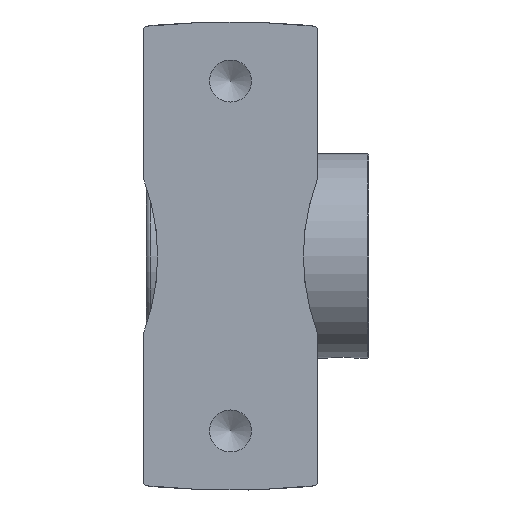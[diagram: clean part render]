
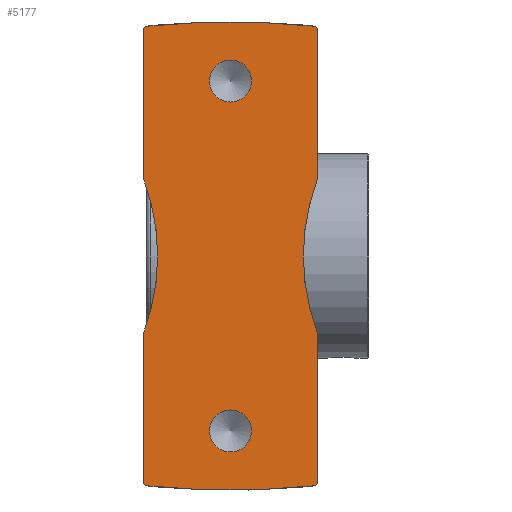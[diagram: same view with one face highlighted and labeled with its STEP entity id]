
A CAD part, front view. The second image highlights one B-rep face of the part: STEP entity #5177.
In plain terms, the highlighted face is planar.
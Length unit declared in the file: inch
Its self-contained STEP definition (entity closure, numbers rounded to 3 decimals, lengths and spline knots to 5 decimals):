
#658=CARTESIAN_POINT('',(-0.18,-1.5,0.));
#659=VERTEX_POINT('',#658);
#669=CARTESIAN_POINT('',(0.18,-1.5,0.));
#670=VERTEX_POINT('',#669);
#671=CARTESIAN_POINT('',(0.,-1.5,0.));
#672=DIRECTION('',(0.,0.,1.));
#673=DIRECTION('',(1.,0.,-0.));
#674=AXIS2_PLACEMENT_3D('',#671,#672,#673);
#675=CIRCLE('',#674,0.18);
#676=EDGE_CURVE('',#670,#659,#675,.T.);
#678=CARTESIAN_POINT('',(0.,-1.5,0.));
#679=DIRECTION('',(0.,0.,1.));
#680=DIRECTION('',(1.,0.,-0.));
#681=AXIS2_PLACEMENT_3D('',#678,#679,#680);
#682=CIRCLE('',#681,0.18);
#683=EDGE_CURVE('',#659,#670,#682,.T.);
#728=CARTESIAN_POINT('',(-0.18,1.5,0.));
#729=VERTEX_POINT('',#728);
#739=CARTESIAN_POINT('',(0.18,1.5,0.));
#740=VERTEX_POINT('',#739);
#741=CARTESIAN_POINT('',(0.,1.5,0.));
#742=DIRECTION('',(0.,0.,1.));
#743=DIRECTION('',(1.,0.,-0.));
#744=AXIS2_PLACEMENT_3D('',#741,#742,#743);
#745=CIRCLE('',#744,0.18);
#746=EDGE_CURVE('',#740,#729,#745,.T.);
#748=CARTESIAN_POINT('',(0.,1.5,0.));
#749=DIRECTION('',(0.,0.,1.));
#750=DIRECTION('',(1.,0.,-0.));
#751=AXIS2_PLACEMENT_3D('',#748,#749,#750);
#752=CIRCLE('',#751,0.18);
#753=EDGE_CURVE('',#729,#740,#752,.T.);
#2745=CARTESIAN_POINT('',(0.71666,1.97059,0.));
#2746=VERTEX_POINT('',#2745);
#2753=CARTESIAN_POINT('',(-0.71666,1.97059,0.));
#2754=VERTEX_POINT('',#2753);
#2755=CARTESIAN_POINT('',(0.,-4.89922,0.));
#2756=DIRECTION('',(0.,0.,-1.));
#2757=DIRECTION('',(-1.,0.,0.));
#2758=AXIS2_PLACEMENT_3D('',#2755,#2756,#2757);
#2759=CIRCLE('',#2758,6.9071);
#2760=EDGE_CURVE('',#2754,#2746,#2759,.T.);
#3179=CARTESIAN_POINT('',(0.74803,1.93578,0.));
#3180=VERTEX_POINT('',#3179);
#3187=CARTESIAN_POINT('',(0.71303,1.93578,0.));
#3188=DIRECTION('',(0.,-0.,1.));
#3189=DIRECTION('',(0.743,0.669,0.));
#3190=AXIS2_PLACEMENT_3D('',#3187,#3188,#3189);
#3191=CIRCLE('',#3190,0.035);
#3192=EDGE_CURVE('',#3180,#2746,#3191,.T.);
#3204=CARTESIAN_POINT('',(0.74803,0.66929,0.));
#3205=VERTEX_POINT('',#3204);
#3212=CARTESIAN_POINT('',(0.74803,1.95486,0.));
#3213=DIRECTION('',(0.,-1.,0.));
#3214=VECTOR('',#3213,0.49862);
#3215=LINE('',#3212,#3214);
#3216=EDGE_CURVE('',#3180,#3205,#3215,.T.);
#3227=CARTESIAN_POINT('',(0.62451,0.,0.));
#3228=VERTEX_POINT('',#3227);
#3237=CARTESIAN_POINT('',(0.74803,-0.66929,0.));
#3238=VERTEX_POINT('',#3237);
#3245=CARTESIAN_POINT('',(2.49951,0.,0.));
#3246=DIRECTION('',(0.,0.,1.));
#3247=DIRECTION('',(1.,0.,-0.));
#3248=AXIS2_PLACEMENT_3D('',#3245,#3246,#3247);
#3249=CIRCLE('',#3248,1.875);
#3250=EDGE_CURVE('',#3228,#3238,#3249,.T.);
#3652=CARTESIAN_POINT('',(-0.62451,-0.,0.));
#3653=VERTEX_POINT('',#3652);
#3690=CARTESIAN_POINT('',(-0.74803,0.66929,0.));
#3691=VERTEX_POINT('',#3690);
#3698=CARTESIAN_POINT('',(-2.49951,0.,0.));
#3699=DIRECTION('',(0.,0.,1.));
#3700=DIRECTION('',(-1.,0.,0.));
#3701=AXIS2_PLACEMENT_3D('',#3698,#3699,#3700);
#3702=CIRCLE('',#3701,1.875);
#3703=EDGE_CURVE('',#3653,#3691,#3702,.T.);
#3714=CARTESIAN_POINT('',(-0.74803,1.93578,0.));
#3715=VERTEX_POINT('',#3714);
#3722=CARTESIAN_POINT('',(-0.74803,1.95486,0.));
#3723=DIRECTION('',(0.,-1.,0.));
#3724=VECTOR('',#3723,0.49862);
#3725=LINE('',#3722,#3724);
#3726=EDGE_CURVE('',#3715,#3691,#3725,.T.);
#3739=CARTESIAN_POINT('',(-0.71303,1.93578,0.));
#3740=DIRECTION('',(0.,0.,1.));
#3741=DIRECTION('',(-0.743,0.669,0.));
#3742=AXIS2_PLACEMENT_3D('',#3739,#3740,#3741);
#3743=CIRCLE('',#3742,0.035);
#3744=EDGE_CURVE('',#2754,#3715,#3743,.T.);
#4547=CARTESIAN_POINT('',(0.74803,-1.93578,0.));
#4548=VERTEX_POINT('',#4547);
#4555=CARTESIAN_POINT('',(0.74803,0.92924,0.));
#4556=DIRECTION('',(0.,-1.,0.));
#4557=VECTOR('',#4556,0.49862);
#4558=LINE('',#4555,#4557);
#4559=EDGE_CURVE('',#3238,#4548,#4558,.T.);
#4571=CARTESIAN_POINT('',(0.71666,-1.97059,0.));
#4572=VERTEX_POINT('',#4571);
#4579=CARTESIAN_POINT('',(0.71303,-1.93578,0.));
#4580=DIRECTION('',(0.,0.,1.));
#4581=DIRECTION('',(0.743,-0.669,0.));
#4582=AXIS2_PLACEMENT_3D('',#4579,#4580,#4581);
#4583=CIRCLE('',#4582,0.035);
#4584=EDGE_CURVE('',#4572,#4548,#4583,.T.);
#5065=CARTESIAN_POINT('',(-0.71666,-1.97059,0.));
#5066=VERTEX_POINT('',#5065);
#5073=CARTESIAN_POINT('',(-0.,4.89922,0.));
#5074=DIRECTION('',(0.,0.,-1.));
#5075=DIRECTION('',(1.,0.,0.));
#5076=AXIS2_PLACEMENT_3D('',#5073,#5074,#5075);
#5077=CIRCLE('',#5076,6.9071);
#5078=EDGE_CURVE('',#4572,#5066,#5077,.T.);
#5093=CARTESIAN_POINT('',(-0.74803,-1.93578,0.));
#5094=VERTEX_POINT('',#5093);
#5101=CARTESIAN_POINT('',(-0.71303,-1.93578,0.));
#5102=DIRECTION('',(0.,0.,1.));
#5103=DIRECTION('',(-0.743,-0.669,0.));
#5104=AXIS2_PLACEMENT_3D('',#5101,#5102,#5103);
#5105=CIRCLE('',#5104,0.035);
#5106=EDGE_CURVE('',#5094,#5066,#5105,.T.);
#5118=CARTESIAN_POINT('',(-0.74803,-0.66929,0.));
#5119=VERTEX_POINT('',#5118);
#5126=CARTESIAN_POINT('',(-0.74803,0.92924,0.));
#5127=DIRECTION('',(0.,-1.,0.));
#5128=VECTOR('',#5127,0.49862);
#5129=LINE('',#5126,#5128);
#5130=EDGE_CURVE('',#5119,#5094,#5129,.T.);
#5136=CARTESIAN_POINT('',(0.37128,0.99496,0.));
#5137=DIRECTION('',(0.,0.,1.));
#5138=DIRECTION('',(1.,0.,0.));
#5139=AXIS2_PLACEMENT_3D('',#5136,#5137,#5138);
#5140=PLANE('',#5139);
#5141=ORIENTED_EDGE('',*,*,#676,.T.);
#5142=ORIENTED_EDGE('',*,*,#683,.T.);
#5143=EDGE_LOOP('',(#5141,#5142));
#5144=FACE_BOUND('',#5143,.T.);
#5145=ORIENTED_EDGE('',*,*,#746,.T.);
#5146=ORIENTED_EDGE('',*,*,#753,.T.);
#5147=EDGE_LOOP('',(#5145,#5146));
#5148=FACE_BOUND('',#5147,.T.);
#5149=ORIENTED_EDGE('',*,*,#5106,.F.);
#5150=ORIENTED_EDGE('',*,*,#5130,.F.);
#5151=CARTESIAN_POINT('',(-2.49951,0.,0.));
#5152=DIRECTION('',(0.,0.,1.));
#5153=DIRECTION('',(-1.,0.,0.));
#5154=AXIS2_PLACEMENT_3D('',#5151,#5152,#5153);
#5155=CIRCLE('',#5154,1.875);
#5156=EDGE_CURVE('',#5119,#3653,#5155,.T.);
#5157=ORIENTED_EDGE('',*,*,#5156,.T.);
#5158=ORIENTED_EDGE('',*,*,#3703,.T.);
#5159=ORIENTED_EDGE('',*,*,#3726,.F.);
#5160=ORIENTED_EDGE('',*,*,#3744,.F.);
#5161=ORIENTED_EDGE('',*,*,#2760,.T.);
#5162=ORIENTED_EDGE('',*,*,#3192,.F.);
#5163=ORIENTED_EDGE('',*,*,#3216,.T.);
#5164=CARTESIAN_POINT('',(2.49951,0.,0.));
#5165=DIRECTION('',(0.,0.,1.));
#5166=DIRECTION('',(1.,0.,-0.));
#5167=AXIS2_PLACEMENT_3D('',#5164,#5165,#5166);
#5168=CIRCLE('',#5167,1.875);
#5169=EDGE_CURVE('',#3205,#3228,#5168,.T.);
#5170=ORIENTED_EDGE('',*,*,#5169,.T.);
#5171=ORIENTED_EDGE('',*,*,#3250,.T.);
#5172=ORIENTED_EDGE('',*,*,#4559,.T.);
#5173=ORIENTED_EDGE('',*,*,#4584,.F.);
#5174=ORIENTED_EDGE('',*,*,#5078,.T.);
#5175=EDGE_LOOP('',(#5149,#5150,#5157,#5158,#5159,#5160,#5161,#5162,#5163,#5170,#5171,#5172,#5173,#5174));
#5176=FACE_BOUND('',#5175,.T.);
#5177=ADVANCED_FACE('',(#5144,#5148,#5176),#5140,.F.);
